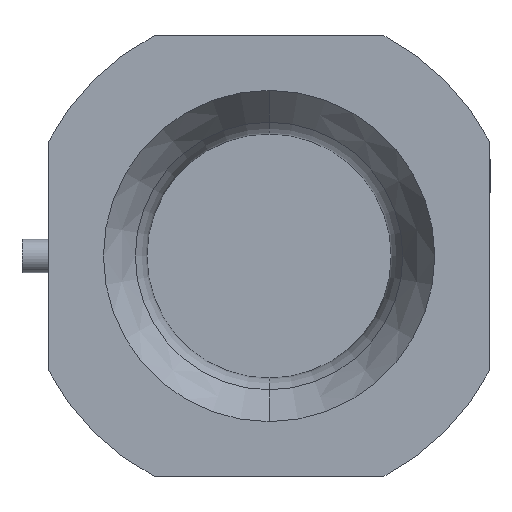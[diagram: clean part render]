
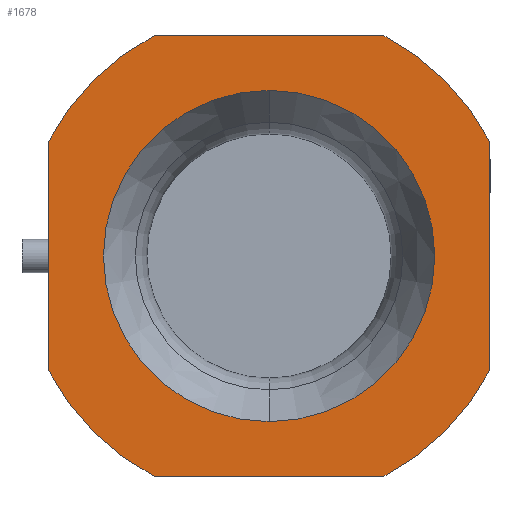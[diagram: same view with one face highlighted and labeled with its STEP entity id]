
A CAD part, left-side view. The second image highlights one B-rep face of the part: STEP entity #1678.
In plain terms, the highlighted planar face has unit normal (-1, 0, 0).
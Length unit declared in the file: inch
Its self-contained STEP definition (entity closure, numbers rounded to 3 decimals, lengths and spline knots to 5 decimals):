
#14 = CARTESIAN_POINT ( 'NONE',  ( 0., 0.076, 0. ) ) ;
#24 = DIRECTION ( 'NONE',  ( 0., 0., 1. ) ) ;
#54 = VERTEX_POINT ( 'NONE', #1694 ) ;
#72 = EDGE_CURVE ( 'NONE', #289, #379, #1149, .T. ) ;
#96 = EDGE_CURVE ( 'NONE', #1664, #312, #1634, .T. ) ;
#121 = LINE ( 'NONE', #453, #161 ) ;
#150 = EDGE_CURVE ( 'NONE', #582, #54, #121, .T. ) ;
#160 = DIRECTION ( 'NONE',  ( 0., 0., 1. ) ) ;
#161 = VECTOR ( 'NONE', #198, 39.37008 ) ;
#178 = CARTESIAN_POINT ( 'NONE',  ( 0., 0.076, 0.03917 ) ) ;
#198 = DIRECTION ( 'NONE',  ( 0., 1., 0. ) ) ;
#215 = ORIENTED_EDGE ( 'NONE', *, *, #678, .F. ) ;
#225 = EDGE_CURVE ( 'NONE', #808, #54, #1803, .T. ) ;
#250 = VERTEX_POINT ( 'NONE', #1216 ) ;
#259 = DIRECTION ( 'NONE',  ( 0., 0., 1. ) ) ;
#287 = AXIS2_PLACEMENT_3D ( 'NONE', #673, #1684, #686 ) ;
#289 = VERTEX_POINT ( 'NONE', #1206 ) ;
#295 = CARTESIAN_POINT ( 'NONE',  ( 0., 0.057, 0. ) ) ;
#300 = VECTOR ( 'NONE', #1570, 39.37008 ) ;
#312 = VERTEX_POINT ( 'NONE', #178 ) ;
#330 = ORIENTED_EDGE ( 'NONE', *, *, #1799, .F. ) ;
#379 = VERTEX_POINT ( 'NONE', #790 ) ;
#394 = CARTESIAN_POINT ( 'NONE',  ( 0., 0., 0. ) ) ;
#410 = ORIENTED_EDGE ( 'NONE', *, *, #150, .F. ) ;
#414 = EDGE_CURVE ( 'NONE', #250, #1831, #1659, .T. ) ;
#453 = CARTESIAN_POINT ( 'NONE',  ( 0., 0.057, -0.076 ) ) ;
#460 = LINE ( 'NONE', #722, #300 ) ;
#472 = DIRECTION ( 'NONE',  ( 0., 0., 1. ) ) ;
#484 = FACE_OUTER_BOUND ( 'NONE', #1092, .T. ) ;
#493 = ORIENTED_EDGE ( 'NONE', *, *, #72, .T. ) ;
#508 = CARTESIAN_POINT ( 'NONE',  ( 0., 0., -0.057 ) ) ;
#519 = DIRECTION ( 'NONE',  ( 0., 0., 1. ) ) ;
#520 = CARTESIAN_POINT ( 'NONE',  ( 0., -0.03917, -0.076 ) ) ;
#531 = EDGE_CURVE ( 'NONE', #582, #1536, #1189, .T. ) ;
#582 = VERTEX_POINT ( 'NONE', #520 ) ;
#613 = CARTESIAN_POINT ( 'NONE',  ( 0., -0.076, -0.03917 ) ) ;
#638 = DIRECTION ( 'NONE',  ( 0., 0., 1. ) ) ;
#673 = CARTESIAN_POINT ( 'NONE',  ( 0., 0., 0. ) ) ;
#678 = EDGE_CURVE ( 'NONE', #289, #1536, #965, .T. ) ;
#686 = DIRECTION ( 'NONE',  ( 0., 0., 1. ) ) ;
#698 = CARTESIAN_POINT ( 'NONE',  ( 0., 0., 0. ) ) ;
#722 = CARTESIAN_POINT ( 'NONE',  ( 0., 0.057, 0.076 ) ) ;
#728 = CARTESIAN_POINT ( 'NONE',  ( 0., 0.03917, 0.076 ) ) ;
#761 = DIRECTION ( 'NONE',  ( -1., 0., 0. ) ) ;
#782 = CARTESIAN_POINT ( 'NONE',  ( 0., 0., 0. ) ) ;
#790 = CARTESIAN_POINT ( 'NONE',  ( 0., -0.03917, 0.076 ) ) ;
#794 = DIRECTION ( 'NONE',  ( -1., 0., 0. ) ) ;
#808 = VERTEX_POINT ( 'NONE', #1316 ) ;
#814 = VECTOR ( 'NONE', #160, 39.37008 ) ;
#850 = DIRECTION ( 'NONE',  ( 0., 0., -1. ) ) ;
#860 = ORIENTED_EDGE ( 'NONE', *, *, #531, .T. ) ;
#883 = AXIS2_PLACEMENT_3D ( 'NONE', #782, #1641, #638 ) ;
#885 = DIRECTION ( 'NONE',  ( -1., 0., 0. ) ) ;
#898 = DIRECTION ( 'NONE',  ( 0., 0., -1. ) ) ;
#937 = AXIS2_PLACEMENT_3D ( 'NONE', #1747, #885, #24 ) ;
#965 = LINE ( 'NONE', #1768, #1729 ) ;
#994 = ORIENTED_EDGE ( 'NONE', *, *, #1300, .F. ) ;
#1018 = ORIENTED_EDGE ( 'NONE', *, *, #96, .T. ) ;
#1042 = ORIENTED_EDGE ( 'NONE', *, *, #414, .F. ) ;
#1045 = AXIS2_PLACEMENT_3D ( 'NONE', #394, #1257, #259 ) ;
#1092 = EDGE_LOOP ( 'NONE', ( #330, #1018, #994, #1619, #410, #860, #215, #493 ) ) ;
#1097 = AXIS2_PLACEMENT_3D ( 'NONE', #295, #1872, #850 ) ;
#1133 = PLANE ( 'NONE',  #1097 ) ;
#1149 = CIRCLE ( 'NONE', #1588, 0.0855 ) ;
#1189 = CIRCLE ( 'NONE', #1045, 0.0855 ) ;
#1198 = EDGE_LOOP ( 'NONE', ( #1042, #1225 ) ) ;
#1206 = CARTESIAN_POINT ( 'NONE',  ( 0., -0.076, 0.03917 ) ) ;
#1216 = CARTESIAN_POINT ( 'NONE',  ( 0., 0., 0.057 ) ) ;
#1225 = ORIENTED_EDGE ( 'NONE', *, *, #1254, .F. ) ;
#1228 = CIRCLE ( 'NONE', #937, 0.057 ) ;
#1251 = LINE ( 'NONE', #14, #814 ) ;
#1254 = EDGE_CURVE ( 'NONE', #1831, #250, #1228, .T. ) ;
#1257 = DIRECTION ( 'NONE',  ( -1., 0., 0. ) ) ;
#1300 = EDGE_CURVE ( 'NONE', #808, #312, #1251, .T. ) ;
#1316 = CARTESIAN_POINT ( 'NONE',  ( 0., 0.076, -0.03917 ) ) ;
#1418 = CARTESIAN_POINT ( 'NONE',  ( 0., 0., 0. ) ) ;
#1536 = VERTEX_POINT ( 'NONE', #613 ) ;
#1570 = DIRECTION ( 'NONE',  ( 0., -1., 0. ) ) ;
#1588 = AXIS2_PLACEMENT_3D ( 'NONE', #1418, #794, #519 ) ;
#1619 = ORIENTED_EDGE ( 'NONE', *, *, #225, .T. ) ;
#1634 = CIRCLE ( 'NONE', #1791, 0.0855 ) ;
#1641 = DIRECTION ( 'NONE',  ( -1., 0., 0. ) ) ;
#1659 = CIRCLE ( 'NONE', #287, 0.057 ) ;
#1664 = VERTEX_POINT ( 'NONE', #728 ) ;
#1678 = ADVANCED_FACE ( 'NONE', ( #1680, #484 ), #1133, .F. ) ;
#1680 = FACE_BOUND ( 'NONE', #1198, .T. ) ;
#1684 = DIRECTION ( 'NONE',  ( -1., 0., 0. ) ) ;
#1694 = CARTESIAN_POINT ( 'NONE',  ( 0., 0.03917, -0.076 ) ) ;
#1729 = VECTOR ( 'NONE', #898, 39.37008 ) ;
#1747 = CARTESIAN_POINT ( 'NONE',  ( 0., 0., 0. ) ) ;
#1768 = CARTESIAN_POINT ( 'NONE',  ( 0., -0.076, 0. ) ) ;
#1791 = AXIS2_PLACEMENT_3D ( 'NONE', #698, #761, #472 ) ;
#1799 = EDGE_CURVE ( 'NONE', #1664, #379, #460, .T. ) ;
#1803 = CIRCLE ( 'NONE', #883, 0.0855 ) ;
#1831 = VERTEX_POINT ( 'NONE', #508 ) ;
#1872 = DIRECTION ( 'NONE',  ( 1., 0., 0. ) ) ;
